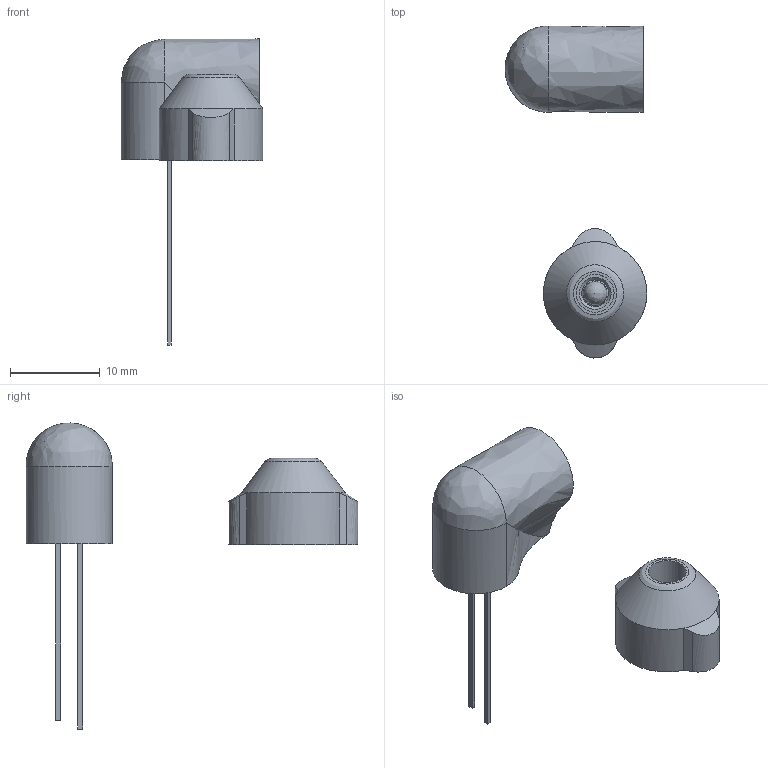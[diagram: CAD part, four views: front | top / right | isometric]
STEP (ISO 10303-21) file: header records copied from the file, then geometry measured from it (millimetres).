
FILE_DESCRIPTION(('FreeCAD Model'),'2;1');
FILE_NAME('Open CASCADE Shape Model','2025-04-30T07:14:15',('FreeCAD'),( 'FreeCAD'),'Open CASCADE STEP processor 7.6','FreeCAD','Unknown');
FILE_SCHEMA(('AUTOMOTIVE_DESIGN { 1 0 10303 214 1 1 1 1 }'));
Products named in the file (1): Open CASCADE STEP translator 7.6 1
Bounding box: 15.82 x 37.08 x 34.19 mm (x, y, z)
Volume: 2023.7 mm3; surface area: 2107.1 mm2
Topology: 16 solids, 16 shells, 1099 faces, 2837 edges, 1877 vertices
Faces by surface type: bspline 1099
Entity records: 38770 total; most frequent: CARTESIAN_POINT 21094, ORIENTED_EDGE 5672, EDGE_CURVE 2836, B_SPLINE_CURVE_WITH_KNOTS 2700, VERTEX_POINT 1877, FACE_BOUND 1211, EDGE_LOOP 1211, ADVANCED_FACE 1099
